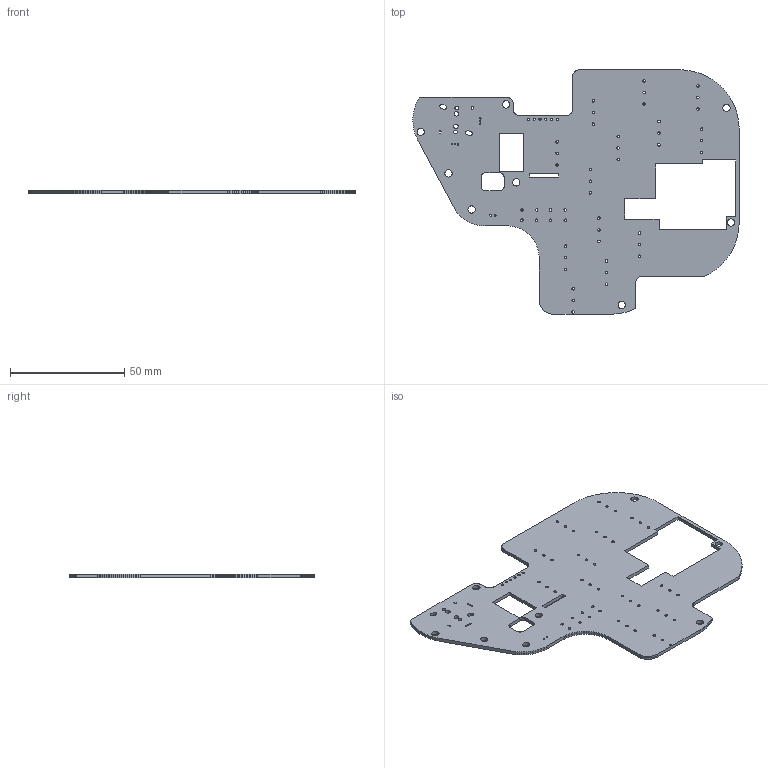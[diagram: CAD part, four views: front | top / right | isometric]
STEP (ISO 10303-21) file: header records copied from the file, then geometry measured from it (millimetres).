
FILE_DESCRIPTION(('KiCad electronic assembly'),'2;1');
FILE_NAME('slots.step','2023-12-02T11:27:43',('Pcbnew'),('Kicad'), 'Open CASCADE STEP processor 7.7','KiCad to STEP converter','Unknown' );
FILE_SCHEMA(('AUTOMOTIVE_DESIGN { 1 0 10303 214 1 1 1 1 }'));
Length unit declared in the file: millimetre
Products named in the file (2): slots 1; _autosave-motherboard v3 PCB
Assembly tree (1 placements, depth 2):
  slots 1
    _autosave-motherboard v3 PCB
Bounding box: 142.94 x 107.02 x 1.58 mm (x, y, z)
Volume: 14384.2 mm3; surface area: 19878 mm2
Topology: 1 solids, 1 shells, 525 faces, 1569 edges, 1046 vertices
Faces by surface type: plane 452, cylinder 73
Full cylindrical faces by diameter (mm): 0.6 x6, 0.75 x2, 1 x6, 1.1 x47, 1.6 x2, 2 x2, 3.2 x8
Entity records: 38421 total; most frequent: CARTESIAN_POINT 7372, DIRECTION 5545, LINE 4199, VECTOR 4199, ORIENTED_EDGE 3138, PCURVE 3138, DEFINITIONAL_REPRESENTATION 3138, EDGE_CURVE 1569
